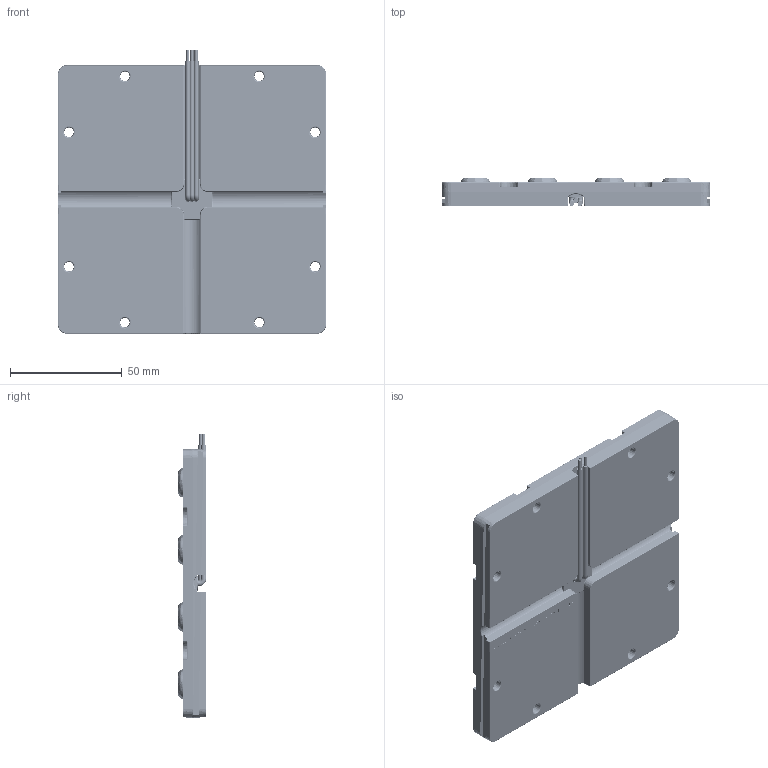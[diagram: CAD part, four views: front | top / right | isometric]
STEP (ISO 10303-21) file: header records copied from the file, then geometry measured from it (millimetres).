
FILE_DESCRIPTION (( 'STEP AP203' ), '1' );
FILE_NAME ('RED WU-M-425B-Area.STEP', '2014-04-17T06:55:25', ( 'VS' ), ( '' ), 'SwSTEP 2.0', 'SolidWorks 2014', '' );
FILE_SCHEMA (( 'CONFIG_CONTROL_DESIGN' ));
Length unit declared in the file: millimetre
Products named in the file (74): CREE XPE-; Kabel-03; PCB-Base; 0805; Screw DIN7500-Head ISO 14583; P91150_Abdichtung-StreetlightMClass; PCB-LSL; Kabel-02; L鰐br點ke; SUB_SMA SS14L; Verguss; Kabel-01; Heatfolie.4-1; Diode-S1PM-DO-220AA; RED-DuOp-Area; 001301 MClass-Carrier_11-04-26; C1210; RED WU-M-425B-Area
Assembly tree (56 placements, depth 2):
  CREE XPE-
  CREE XPE-
  Kabel-03
  PCB-Base
  0805
Bounding box: 120 x 12.61 x 126.67 mm (x, y, z)
Volume: 119374 mm3; surface area: 130828.9 mm2
Topology: 143 solids, 163 shells, 7540 faces, 18748 edges, 12012 vertices
Faces by surface type: plane 4290, cylinder 1634, bspline 789, torus 380, cone 331, sphere 116
Entity records: 160936 total; most frequent: CARTESIAN_POINT 53629, ORIENTED_EDGE 21558, DIRECTION 19470, EDGE_CURVE 10783, VERTEX_POINT 6940, LINE 6792, VECTOR 6792, AXIS2_PLACEMENT_3D 6339
